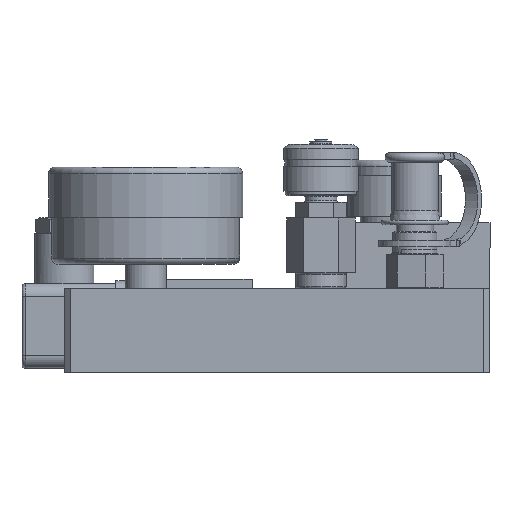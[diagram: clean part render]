
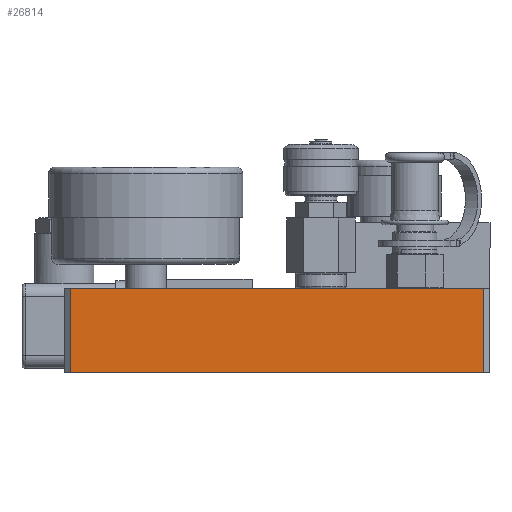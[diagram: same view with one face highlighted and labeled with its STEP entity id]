
A CAD part, front view. The second image highlights one B-rep face of the part: STEP entity #26814.
In plain terms, the highlighted planar face has unit normal (0, -1, 0).
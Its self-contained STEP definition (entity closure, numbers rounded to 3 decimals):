
#1036=PLANE('',#28583);
#1956=FACE_OUTER_BOUND('',#3491,.T.);
#3491=EDGE_LOOP('',(#18044,#18045,#18046,#18047));
#5250=LINE('',#37162,#7685);
#5259=LINE('',#37194,#7694);
#5260=LINE('',#37197,#7695);
#5261=LINE('',#37198,#7696);
#7685=VECTOR('',#30312,10.);
#7694=VECTOR('',#30343,10.);
#7695=VECTOR('',#30346,10.);
#7696=VECTOR('',#30347,10.);
#11092=VERTEX_POINT('',#37158);
#11094=VERTEX_POINT('',#37161);
#11106=VERTEX_POINT('',#37192);
#11107=VERTEX_POINT('',#37196);
#13777=EDGE_CURVE('',#11094,#11092,#5250,.T.);
#13791=EDGE_CURVE('',#11106,#11092,#5259,.T.);
#13792=EDGE_CURVE('',#11107,#11106,#5260,.T.);
#13793=EDGE_CURVE('',#11094,#11107,#5261,.T.);
#18044=ORIENTED_EDGE('',*,*,#13791,.F.);
#18045=ORIENTED_EDGE('',*,*,#13792,.F.);
#18046=ORIENTED_EDGE('',*,*,#13793,.F.);
#18047=ORIENTED_EDGE('',*,*,#13777,.T.);
#26814=ADVANCED_FACE('',(#1956),#1036,.T.);
#28583=AXIS2_PLACEMENT_3D('',#37195,#30344,#30345);
#30312=DIRECTION('',(-1.,0.,0.));
#30343=DIRECTION('',(0.,0.,1.));
#30344=DIRECTION('center_axis',(0.,-1.,0.));
#30345=DIRECTION('ref_axis',(0.,0.,-1.));
#30346=DIRECTION('',(-1.,0.,0.));
#30347=DIRECTION('',(0.,0.,-1.));
#37158=CARTESIAN_POINT('',(-1.645,-1.281,30.));
#37161=CARTESIAN_POINT('',(130.355,-1.281,30.));
#37162=CARTESIAN_POINT('',(132.355,-1.281,30.));
#37192=CARTESIAN_POINT('',(-1.645,-1.281,3.));
#37194=CARTESIAN_POINT('',(-1.645,-1.281,3.));
#37195=CARTESIAN_POINT('Origin',(132.355,-1.281,3.));
#37196=CARTESIAN_POINT('',(130.355,-1.281,3.));
#37197=CARTESIAN_POINT('',(132.355,-1.281,3.));
#37198=CARTESIAN_POINT('',(130.355,-1.281,3.));
